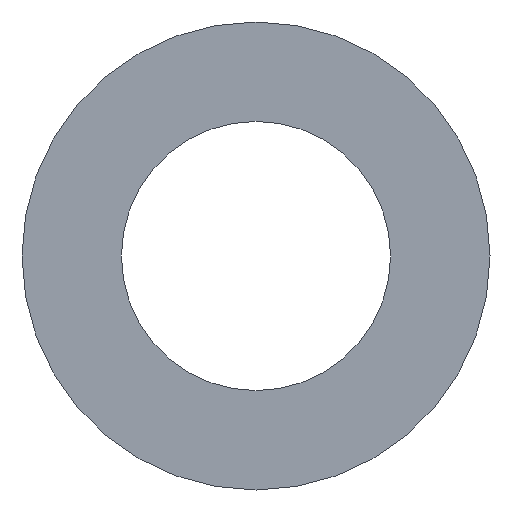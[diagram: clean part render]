
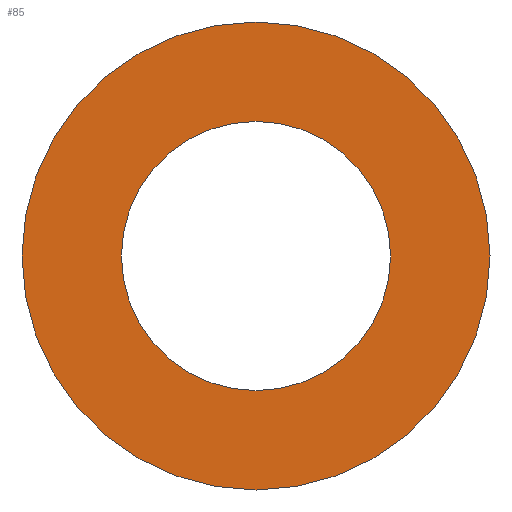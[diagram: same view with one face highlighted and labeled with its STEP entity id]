
A CAD part, left-side view. The second image highlights one B-rep face of the part: STEP entity #85.
In plain terms, the highlighted planar face has unit normal (-1, 0, 0).
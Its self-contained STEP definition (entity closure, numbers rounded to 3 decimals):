
#85 = ADVANCED_FACE( '', ( #111, #112 ), #113, .T. );
#111 = FACE_BOUND( '', #139, .T. );
#112 = FACE_OUTER_BOUND( '', #140, .T. );
#113 = PLANE( '', #141 );
#139 = EDGE_LOOP( '', ( #214, #215 ) );
#140 = EDGE_LOOP( '', ( #216, #217 ) );
#141 = AXIS2_PLACEMENT_3D( '', #218, #219, #220 );
#214 = ORIENTED_EDGE( '', *, *, #251, .F. );
#215 = ORIENTED_EDGE( '', *, *, #231, .F. );
#216 = ORIENTED_EDGE( '', *, *, #235, .T. );
#217 = ORIENTED_EDGE( '', *, *, #250, .T. );
#218 = CARTESIAN_POINT( '', ( -5., 40.167, 0. ) );
#219 = DIRECTION( '', ( -1., 0., 0. ) );
#220 = DIRECTION( '', ( 0., 1., 0. ) );
#231 = EDGE_CURVE( '', #257, #253, #259, .T. );
#235 = EDGE_CURVE( '', #261, #265, #267, .T. );
#250 = EDGE_CURVE( '', #265, #261, #290, .T. );
#251 = EDGE_CURVE( '', #253, #257, #291, .T. );
#253 = VERTEX_POINT( '', #293 );
#257 = VERTEX_POINT( '', #298 );
#259 = CIRCLE( '', #301, 29.333 );
#261 = VERTEX_POINT( '', #303 );
#265 = VERTEX_POINT( '', #308 );
#267 = CIRCLE( '', #311, 51. );
#290 = CIRCLE( '', #338, 51. );
#291 = CIRCLE( '', #339, 29.333 );
#293 = CARTESIAN_POINT( '', ( -5., 29.333, 0. ) );
#298 = CARTESIAN_POINT( '', ( -5., -29.333, 0. ) );
#301 = AXIS2_PLACEMENT_3D( '', #345, #346, #347 );
#303 = CARTESIAN_POINT( '', ( -5., 51., 0. ) );
#308 = CARTESIAN_POINT( '', ( -5., -51., 0. ) );
#311 = AXIS2_PLACEMENT_3D( '', #353, #354, #355 );
#338 = AXIS2_PLACEMENT_3D( '', #390, #391, #392 );
#339 = AXIS2_PLACEMENT_3D( '', #393, #394, #395 );
#345 = CARTESIAN_POINT( '', ( -5., 0., 0. ) );
#346 = DIRECTION( '', ( -1., 0., 0. ) );
#347 = DIRECTION( '', ( 0., 1., 0. ) );
#353 = CARTESIAN_POINT( '', ( -5., 0., 0. ) );
#354 = DIRECTION( '', ( -1., 0., 0. ) );
#355 = DIRECTION( '', ( 0., 1., 0. ) );
#390 = CARTESIAN_POINT( '', ( -5., 0., 0. ) );
#391 = DIRECTION( '', ( -1., 0., 0. ) );
#392 = DIRECTION( '', ( 0., 1., 0. ) );
#393 = CARTESIAN_POINT( '', ( -5., 0., 0. ) );
#394 = DIRECTION( '', ( -1., 0., 0. ) );
#395 = DIRECTION( '', ( 0., 1., 0. ) );
